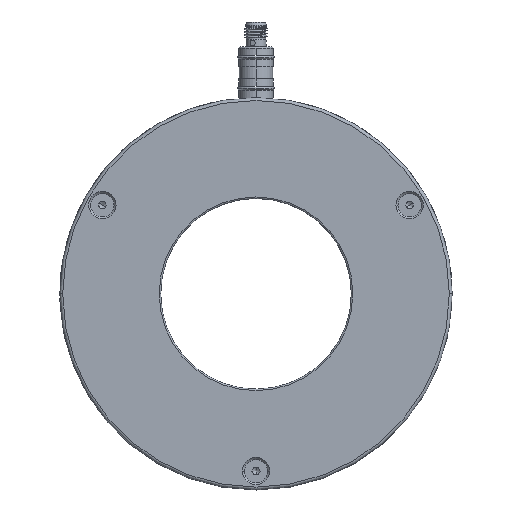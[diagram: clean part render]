
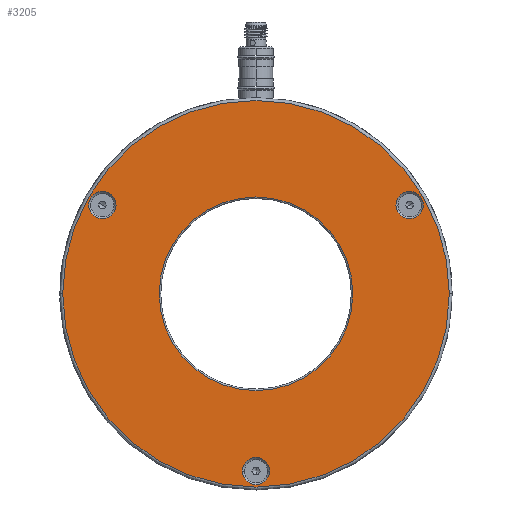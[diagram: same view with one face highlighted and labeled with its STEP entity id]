
A CAD part, front view. The second image highlights one B-rep face of the part: STEP entity #3205.
In plain terms, the highlighted planar face has unit normal (0, -1, 0).
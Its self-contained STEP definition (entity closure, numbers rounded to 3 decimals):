
#29 = CARTESIAN_POINT ( 'NONE',  ( 0., -6.2, 0. ) ) ;
#49 = CARTESIAN_POINT ( 'NONE',  ( 0., -6.2, 0. ) ) ;
#74 = DIRECTION ( 'NONE',  ( 0., 1., 0. ) ) ;
#89 = EDGE_CURVE ( 'NONE', #4827, #5406, #4495, .T. ) ;
#125 = AXIS2_PLACEMENT_3D ( 'NONE', #1028, #226, #625 ) ;
#226 = DIRECTION ( 'NONE',  ( 0., -1., 0. ) ) ;
#336 = CARTESIAN_POINT ( 'NONE',  ( -52.828, -6.2, 30.5 ) ) ;
#347 = CARTESIAN_POINT ( 'NONE',  ( 33.3, -6.2, 0. ) ) ;
#430 = ORIENTED_EDGE ( 'NONE', *, *, #1736, .F. ) ;
#480 = DIRECTION ( 'NONE',  ( 0., 1., 0. ) ) ;
#520 = CARTESIAN_POINT ( 'NONE',  ( -33.3, -6.2, 0. ) ) ;
#625 = DIRECTION ( 'NONE',  ( -1., 0., 0. ) ) ;
#762 = CARTESIAN_POINT ( 'NONE',  ( 52.828, -6.2, 30.5 ) ) ;
#778 = CARTESIAN_POINT ( 'NONE',  ( 0., -6.2, 0. ) ) ;
#864 = EDGE_CURVE ( 'NONE', #5412, #3416, #2864, .T. ) ;
#873 = ORIENTED_EDGE ( 'NONE', *, *, #3254, .T. ) ;
#919 = PLANE ( 'NONE',  #3150 ) ;
#943 = DIRECTION ( 'NONE',  ( 1., 0., 0. ) ) ;
#947 = ORIENTED_EDGE ( 'NONE', *, *, #864, .F. ) ;
#1008 = CIRCLE ( 'NONE', #4764, 4.7 ) ;
#1028 = CARTESIAN_POINT ( 'NONE',  ( 52.828, -6.2, 30.5 ) ) ;
#1080 = EDGE_CURVE ( 'NONE', #5037, #4339, #4005, .T. ) ;
#1160 = CARTESIAN_POINT ( 'NONE',  ( -48.128, -6.2, 30.5 ) ) ;
#1178 = AXIS2_PLACEMENT_3D ( 'NONE', #1401, #5000, #4126 ) ;
#1287 = CARTESIAN_POINT ( 'NONE',  ( 57.528, -6.2, 30.5 ) ) ;
#1385 = EDGE_LOOP ( 'NONE', ( #2093, #2852 ) ) ;
#1401 = CARTESIAN_POINT ( 'NONE',  ( 0., -6.2, 0. ) ) ;
#1594 = DIRECTION ( 'NONE',  ( -1., 0., 0. ) ) ;
#1683 = DIRECTION ( 'NONE',  ( -1., 0., 0. ) ) ;
#1700 = DIRECTION ( 'NONE',  ( 0., -1., 0. ) ) ;
#1736 = EDGE_CURVE ( 'NONE', #4281, #5703, #1008, .T. ) ;
#1853 = EDGE_CURVE ( 'NONE', #5703, #4281, #2404, .T. ) ;
#1854 = FACE_BOUND ( 'NONE', #4348, .T. ) ;
#1898 = DIRECTION ( 'NONE',  ( 1., 0., 0. ) ) ;
#1967 = VERTEX_POINT ( 'NONE', #520 ) ;
#2014 = AXIS2_PLACEMENT_3D ( 'NONE', #49, #74, #1898 ) ;
#2034 = DIRECTION ( 'NONE',  ( 0., -1., 0. ) ) ;
#2093 = ORIENTED_EDGE ( 'NONE', *, *, #1080, .T. ) ;
#2150 = DIRECTION ( 'NONE',  ( 0., -1., 0. ) ) ;
#2208 = EDGE_CURVE ( 'NONE', #3416, #5412, #3074, .T. ) ;
#2259 = CARTESIAN_POINT ( 'NONE',  ( 0., -6.2, -61. ) ) ;
#2300 = CIRCLE ( 'NONE', #1178, 66.5 ) ;
#2350 = DIRECTION ( 'NONE',  ( 0., 1., 0. ) ) ;
#2404 = CIRCLE ( 'NONE', #5735, 4.7 ) ;
#2609 = CARTESIAN_POINT ( 'NONE',  ( -66.5, -6.2, 0. ) ) ;
#2616 = DIRECTION ( 'NONE',  ( 1., 0., 0. ) ) ;
#2644 = DIRECTION ( 'NONE',  ( 0., -1., 0. ) ) ;
#2651 = CARTESIAN_POINT ( 'NONE',  ( -57.528, -6.2, 30.5 ) ) ;
#2725 = CARTESIAN_POINT ( 'NONE',  ( 48.128, -6.2, 30.5 ) ) ;
#2736 = EDGE_CURVE ( 'NONE', #5406, #4827, #5600, .T. ) ;
#2799 = CARTESIAN_POINT ( 'NONE',  ( 0., -6.2, 0. ) ) ;
#2852 = ORIENTED_EDGE ( 'NONE', *, *, #5667, .T. ) ;
#2864 = CIRCLE ( 'NONE', #4666, 4.7 ) ;
#3074 = CIRCLE ( 'NONE', #125, 4.7 ) ;
#3142 = EDGE_LOOP ( 'NONE', ( #430, #5088 ) ) ;
#3150 = AXIS2_PLACEMENT_3D ( 'NONE', #2799, #480, #943 ) ;
#3179 = FACE_OUTER_BOUND ( 'NONE', #1385, .T. ) ;
#3205 = ADVANCED_FACE ( 'NONE', ( #3179, #1854, #5446, #5500, #4540 ), #919, .F. ) ;
#3254 = EDGE_CURVE ( 'NONE', #3648, #1967, #4568, .T. ) ;
#3381 = EDGE_LOOP ( 'NONE', ( #4492, #3589 ) ) ;
#3416 = VERTEX_POINT ( 'NONE', #2725 ) ;
#3589 = ORIENTED_EDGE ( 'NONE', *, *, #89, .F. ) ;
#3629 = AXIS2_PLACEMENT_3D ( 'NONE', #778, #1700, #2616 ) ;
#3648 = VERTEX_POINT ( 'NONE', #347 ) ;
#3669 = CARTESIAN_POINT ( 'NONE',  ( 4.7, -6.2, -61. ) ) ;
#3948 = CARTESIAN_POINT ( 'NONE',  ( 66.5, -6.2, 0. ) ) ;
#3961 = DIRECTION ( 'NONE',  ( -1., 0., 0. ) ) ;
#3983 = AXIS2_PLACEMENT_3D ( 'NONE', #5671, #5296, #3961 ) ;
#4005 = CIRCLE ( 'NONE', #3629, 66.5 ) ;
#4126 = DIRECTION ( 'NONE',  ( 1., 0., 0. ) ) ;
#4158 = DIRECTION ( 'NONE',  ( 1., 0., 0. ) ) ;
#4251 = EDGE_LOOP ( 'NONE', ( #873, #4751 ) ) ;
#4281 = VERTEX_POINT ( 'NONE', #2651 ) ;
#4339 = VERTEX_POINT ( 'NONE', #2609 ) ;
#4348 = EDGE_LOOP ( 'NONE', ( #5740, #947 ) ) ;
#4470 = AXIS2_PLACEMENT_3D ( 'NONE', #29, #2350, #4158 ) ;
#4492 = ORIENTED_EDGE ( 'NONE', *, *, #2736, .F. ) ;
#4495 = CIRCLE ( 'NONE', #4864, 4.7 ) ;
#4540 = FACE_BOUND ( 'NONE', #3142, .T. ) ;
#4568 = CIRCLE ( 'NONE', #4470, 33.3 ) ;
#4573 = CIRCLE ( 'NONE', #2014, 33.3 ) ;
#4666 = AXIS2_PLACEMENT_3D ( 'NONE', #762, #5755, #1683 ) ;
#4751 = ORIENTED_EDGE ( 'NONE', *, *, #5684, .T. ) ;
#4764 = AXIS2_PLACEMENT_3D ( 'NONE', #5169, #2034, #1594 ) ;
#4827 = VERTEX_POINT ( 'NONE', #3669 ) ;
#4864 = AXIS2_PLACEMENT_3D ( 'NONE', #2259, #2644, #5439 ) ;
#5000 = DIRECTION ( 'NONE',  ( 0., -1., 0. ) ) ;
#5037 = VERTEX_POINT ( 'NONE', #3948 ) ;
#5088 = ORIENTED_EDGE ( 'NONE', *, *, #1853, .F. ) ;
#5169 = CARTESIAN_POINT ( 'NONE',  ( -52.828, -6.2, 30.5 ) ) ;
#5276 = CARTESIAN_POINT ( 'NONE',  ( -4.7, -6.2, -61. ) ) ;
#5296 = DIRECTION ( 'NONE',  ( 0., -1., 0. ) ) ;
#5406 = VERTEX_POINT ( 'NONE', #5276 ) ;
#5412 = VERTEX_POINT ( 'NONE', #1287 ) ;
#5439 = DIRECTION ( 'NONE',  ( -1., 0., 0. ) ) ;
#5446 = FACE_BOUND ( 'NONE', #3381, .T. ) ;
#5500 = FACE_BOUND ( 'NONE', #4251, .T. ) ;
#5600 = CIRCLE ( 'NONE', #3983, 4.7 ) ;
#5667 = EDGE_CURVE ( 'NONE', #4339, #5037, #2300, .T. ) ;
#5671 = CARTESIAN_POINT ( 'NONE',  ( 0., -6.2, -61. ) ) ;
#5684 = EDGE_CURVE ( 'NONE', #1967, #3648, #4573, .T. ) ;
#5703 = VERTEX_POINT ( 'NONE', #1160 ) ;
#5735 = AXIS2_PLACEMENT_3D ( 'NONE', #336, #2150, #5778 ) ;
#5740 = ORIENTED_EDGE ( 'NONE', *, *, #2208, .F. ) ;
#5755 = DIRECTION ( 'NONE',  ( 0., -1., 0. ) ) ;
#5778 = DIRECTION ( 'NONE',  ( -1., 0., 0. ) ) ;
